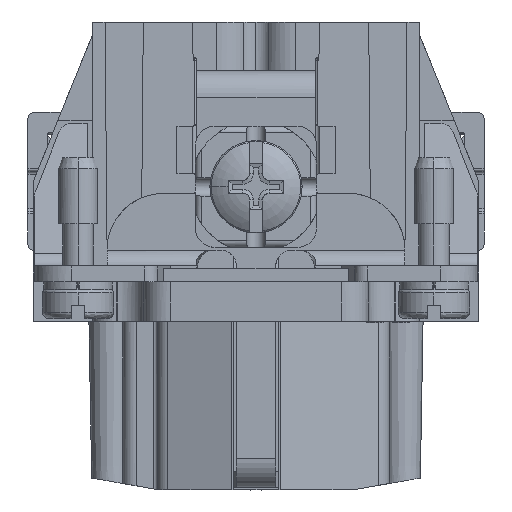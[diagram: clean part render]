
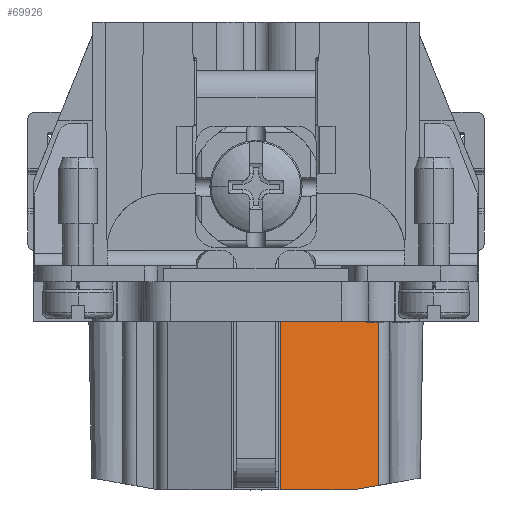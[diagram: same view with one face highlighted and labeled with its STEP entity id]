
A CAD part, left-side view. The second image highlights one B-rep face of the part: STEP entity #69926.
In plain terms, the highlighted planar face has unit normal (-0.943, -0.332, 0).
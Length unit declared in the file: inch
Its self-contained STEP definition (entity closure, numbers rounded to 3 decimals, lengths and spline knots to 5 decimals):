
#5498 = CARTESIAN_POINT ( 'NONE',  ( -1.15283, -0.36606, -0.60818 ) ) ;
#6193 = CARTESIAN_POINT ( 'NONE',  ( -1.25591, -0.07283, -6.15827 ) ) ;
#10353 = FACE_OUTER_BOUND ( 'NONE', #47978, .T. ) ;
#11293 = DIRECTION ( 'NONE',  ( -0.332, 0.943, 0. ) ) ;
#18898 = DIRECTION ( 'NONE',  ( 0., 0., -1. ) ) ;
#25032 = CARTESIAN_POINT ( 'NONE',  ( -1.14173, -0.39764, -6.15827 ) ) ;
#25597 = VECTOR ( 'NONE', #29378, 39.37008 ) ;
#26828 = CARTESIAN_POINT ( 'NONE',  ( -1.25591, -0.07283, -0.62205 ) ) ;
#28151 = EDGE_CURVE ( 'NONE', #66227, #74057, #33239, .T. ) ;
#29378 = DIRECTION ( 'NONE',  ( 0., 0., 1. ) ) ;
#30955 = VECTOR ( 'NONE', #85560, 39.37008 ) ;
#31537 = AXIS2_PLACEMENT_3D ( 'NONE', #25032, #90856, #11293 ) ;
#33083 = PLANE ( 'NONE',  #31537 ) ;
#33239 = LINE ( 'NONE', #6193, #25597 ) ;
#34634 = CARTESIAN_POINT ( 'NONE',  ( -1.18048, -0.2874, -0.62205 ) ) ;
#36238 = ORIENTED_EDGE ( 'NONE', *, *, #28151, .F. ) ;
#41011 = VERTEX_POINT ( 'NONE', #62920 ) ;
#42965 = DIRECTION ( 'NONE',  ( 0.332, -0.943, 0. ) ) ;
#47978 = EDGE_LOOP ( 'NONE', ( #65007, #75221, #36238, #83424, #69616 ) ) ;
#48608 = DIRECTION ( 'NONE',  ( -0.327, 0.931, -0.164 ) ) ;
#49864 = CARTESIAN_POINT ( 'NONE',  ( -1.25591, -0.07283, -0.11811 ) ) ;
#55265 = LINE ( 'NONE', #5498, #83473 ) ;
#55292 = VERTEX_POINT ( 'NONE', #87255 ) ;
#57513 = VERTEX_POINT ( 'NONE', #34634 ) ;
#58837 = CARTESIAN_POINT ( 'NONE',  ( -1.25591, -0.07283, -0.62205 ) ) ;
#62920 = CARTESIAN_POINT ( 'NONE',  ( -1.15283, -0.36606, -0.11811 ) ) ;
#65007 = ORIENTED_EDGE ( 'NONE', *, *, #93277, .F. ) ;
#66227 = VERTEX_POINT ( 'NONE', #58837 ) ;
#68293 = VECTOR ( 'NONE', #42965, 39.37008 ) ;
#69616 = ORIENTED_EDGE ( 'NONE', *, *, #93677, .F. ) ;
#69926 = ADVANCED_FACE ( 'NONE', ( #10353 ), #33083, .F. ) ;
#70950 = LINE ( 'NONE', #91349, #81909 ) ;
#71327 = LINE ( 'NONE', #26828, #30955 ) ;
#74057 = VERTEX_POINT ( 'NONE', #49864 ) ;
#75221 = ORIENTED_EDGE ( 'NONE', *, *, #78221, .F. ) ;
#78221 = EDGE_CURVE ( 'NONE', #74057, #41011, #78984, .T. ) ;
#78984 = LINE ( 'NONE', #80376, #68293 ) ;
#80376 = CARTESIAN_POINT ( 'NONE',  ( -1.25591, -0.07283, -0.11811 ) ) ;
#81909 = VECTOR ( 'NONE', #18898, 39.37008 ) ;
#83129 = EDGE_CURVE ( 'NONE', #57513, #66227, #71327, .T. ) ;
#83424 = ORIENTED_EDGE ( 'NONE', *, *, #83129, .F. ) ;
#83473 = VECTOR ( 'NONE', #48608, 39.37008 ) ;
#85560 = DIRECTION ( 'NONE',  ( -0.332, 0.943, 0. ) ) ;
#87255 = CARTESIAN_POINT ( 'NONE',  ( -1.15283, -0.36606, -0.60818 ) ) ;
#90856 = DIRECTION ( 'NONE',  ( 0.943, 0.332, 0. ) ) ;
#91349 = CARTESIAN_POINT ( 'NONE',  ( -1.15283, -0.36606, -6.15827 ) ) ;
#93277 = EDGE_CURVE ( 'NONE', #41011, #55292, #70950, .T. ) ;
#93677 = EDGE_CURVE ( 'NONE', #55292, #57513, #55265, .T. ) ;
